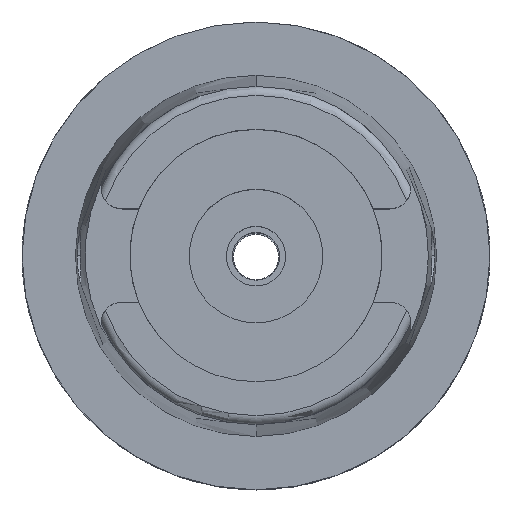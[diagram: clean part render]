
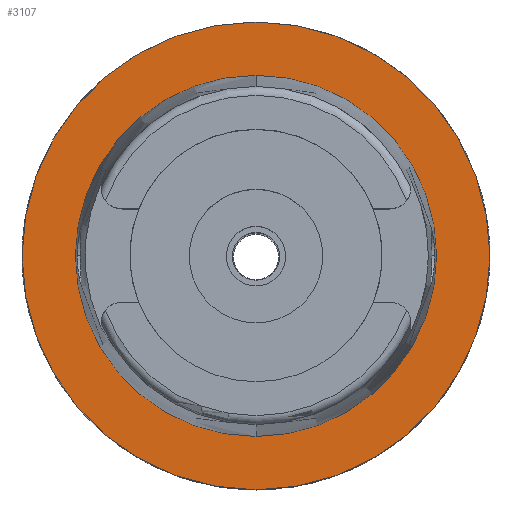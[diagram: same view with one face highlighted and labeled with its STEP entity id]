
A CAD part, top view. The second image highlights one B-rep face of the part: STEP entity #3107.
In plain terms, the highlighted planar face has unit normal (0, 0, 1).
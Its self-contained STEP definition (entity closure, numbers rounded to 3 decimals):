
#28 = CARTESIAN_POINT ( 'NONE',  ( 0., -24.315, 0. ) ) ;
#159 = ORIENTED_EDGE ( 'NONE', *, *, #2519, .F. ) ;
#268 = CARTESIAN_POINT ( 'NONE',  ( 0., 0., 0. ) ) ;
#716 = DIRECTION ( 'NONE',  ( 0., 0., -1. ) ) ;
#727 = CIRCLE ( 'NONE', #3877, 31.5 ) ;
#758 = AXIS2_PLACEMENT_3D ( 'NONE', #4545, #5055, #4141 ) ;
#769 = DIRECTION ( 'NONE',  ( 0., -1., 0. ) ) ;
#1275 = EDGE_CURVE ( 'NONE', #2415, #3158, #3184, .T. ) ;
#1536 = DIRECTION ( 'NONE',  ( 0., -1., 0. ) ) ;
#1553 = ORIENTED_EDGE ( 'NONE', *, *, #5075, .F. ) ;
#1609 = ORIENTED_EDGE ( 'NONE', *, *, #1275, .F. ) ;
#1719 = CARTESIAN_POINT ( 'NONE',  ( 0., 24.315, 0. ) ) ;
#1720 = CARTESIAN_POINT ( 'NONE',  ( 0., 0., 0. ) ) ;
#1852 = CARTESIAN_POINT ( 'NONE',  ( 0., 0., 0. ) ) ;
#1964 = VERTEX_POINT ( 'NONE', #4305 ) ;
#2176 = CIRCLE ( 'NONE', #4704, 31.5 ) ;
#2239 = EDGE_LOOP ( 'NONE', ( #4671, #1553 ) ) ;
#2415 = VERTEX_POINT ( 'NONE', #1719 ) ;
#2441 = EDGE_LOOP ( 'NONE', ( #1609, #159 ) ) ;
#2445 = CARTESIAN_POINT ( 'NONE',  ( 0., 31.5, 0. ) ) ;
#2519 = EDGE_CURVE ( 'NONE', #3158, #2415, #3243, .T. ) ;
#2911 = FACE_OUTER_BOUND ( 'NONE', #2239, .T. ) ;
#3107 = ADVANCED_FACE ( 'NONE', ( #2911, #4705 ), #4619, .F. ) ;
#3158 = VERTEX_POINT ( 'NONE', #28 ) ;
#3184 = CIRCLE ( 'NONE', #758, 24.315 ) ;
#3243 = CIRCLE ( 'NONE', #3873, 24.315 ) ;
#3429 = AXIS2_PLACEMENT_3D ( 'NONE', #1720, #5532, #769 ) ;
#3648 = EDGE_CURVE ( 'NONE', #4426, #1964, #727, .T. ) ;
#3758 = DIRECTION ( 'NONE',  ( 0., 1., 0. ) ) ;
#3873 = AXIS2_PLACEMENT_3D ( 'NONE', #1852, #4958, #1536 ) ;
#3877 = AXIS2_PLACEMENT_3D ( 'NONE', #4202, #716, #3758 ) ;
#4093 = DIRECTION ( 'NONE',  ( 0., -1., 0. ) ) ;
#4141 = DIRECTION ( 'NONE',  ( 0., 1., 0. ) ) ;
#4202 = CARTESIAN_POINT ( 'NONE',  ( 0., 0., 0. ) ) ;
#4305 = CARTESIAN_POINT ( 'NONE',  ( 0., -31.5, 0. ) ) ;
#4426 = VERTEX_POINT ( 'NONE', #2445 ) ;
#4545 = CARTESIAN_POINT ( 'NONE',  ( 0., 0., 0. ) ) ;
#4619 = PLANE ( 'NONE',  #3429 ) ;
#4671 = ORIENTED_EDGE ( 'NONE', *, *, #3648, .F. ) ;
#4704 = AXIS2_PLACEMENT_3D ( 'NONE', #268, #5031, #4093 ) ;
#4705 = FACE_BOUND ( 'NONE', #2441, .T. ) ;
#4958 = DIRECTION ( 'NONE',  ( 0., 0., 1. ) ) ;
#5031 = DIRECTION ( 'NONE',  ( 0., 0., -1. ) ) ;
#5055 = DIRECTION ( 'NONE',  ( 0., 0., 1. ) ) ;
#5075 = EDGE_CURVE ( 'NONE', #1964, #4426, #2176, .T. ) ;
#5532 = DIRECTION ( 'NONE',  ( 0., 0., -1. ) ) ;
